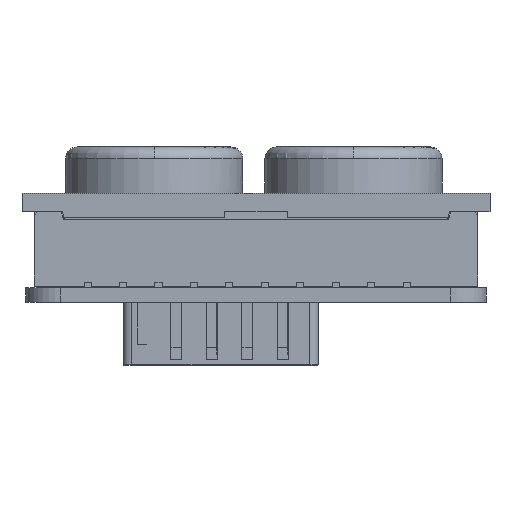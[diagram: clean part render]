
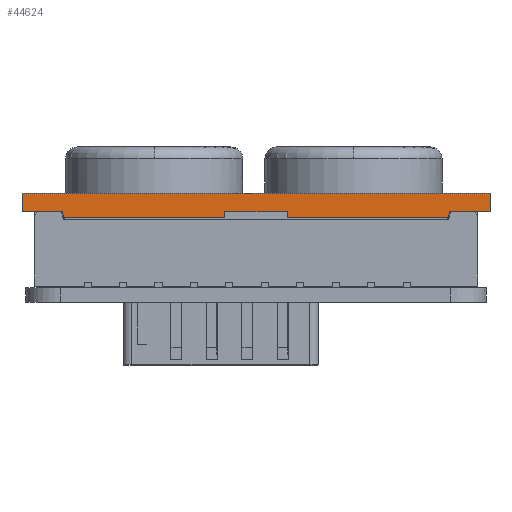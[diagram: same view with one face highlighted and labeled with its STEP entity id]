
A CAD part, left-side view. The second image highlights one B-rep face of the part: STEP entity #44624.
In plain terms, the highlighted face is planar.
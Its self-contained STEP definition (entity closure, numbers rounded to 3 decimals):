
#43871 = VERTEX_POINT('',#43872);
#43872 = CARTESIAN_POINT('',(13.2,-1.8,-3.15));
#43878 = EDGE_CURVE('',#43879,#43871,#43881,.T.);
#43879 = VERTEX_POINT('',#43880);
#43880 = CARTESIAN_POINT('',(13.2,-1.8,-2.11));
#43881 = LINE('',#43882,#43883);
#43882 = CARTESIAN_POINT('',(13.2,-1.8,-2.11));
#43883 = VECTOR('',#43884,1.);
#43884 = DIRECTION('',(0.,0.,-1.));
#43959 = VERTEX_POINT('',#43960);
#43960 = CARTESIAN_POINT('',(-13.2,-1.8,-2.11));
#43966 = EDGE_CURVE('',#43967,#43959,#43969,.T.);
#43967 = VERTEX_POINT('',#43968);
#43968 = CARTESIAN_POINT('',(-13.2,-1.8,-3.15));
#43969 = LINE('',#43970,#43971);
#43970 = CARTESIAN_POINT('',(-13.2,-1.8,-3.15));
#43971 = VECTOR('',#43972,1.);
#43972 = DIRECTION('',(0.,0.,1.));
#44585 = EDGE_CURVE('',#44586,#43879,#44588,.T.);
#44586 = VERTEX_POINT('',#44587);
#44587 = CARTESIAN_POINT('',(10.923,-1.8,-2.11));
#44588 = LINE('',#44589,#44590);
#44589 = CARTESIAN_POINT('',(10.923,-1.8,-2.11));
#44590 = VECTOR('',#44591,1.);
#44591 = DIRECTION('',(1.,0.,0.));
#44624 = ADVANCED_FACE('',(#44625),#44698,.F.);
#44625 = FACE_BOUND('',#44626,.F.);
#44626 = EDGE_LOOP('',(#44627,#44628,#44636,#44644,#44652,#44660,#44668,
    #44676,#44684,#44690,#44691,#44692));
#44627 = ORIENTED_EDGE('',*,*,#43966,.T.);
#44628 = ORIENTED_EDGE('',*,*,#44629,.T.);
#44629 = EDGE_CURVE('',#43959,#44630,#44632,.T.);
#44630 = VERTEX_POINT('',#44631);
#44631 = CARTESIAN_POINT('',(-10.923,-1.8,-2.11));
#44632 = LINE('',#44633,#44634);
#44633 = CARTESIAN_POINT('',(-13.2,-1.8,-2.11));
#44634 = VECTOR('',#44635,1.);
#44635 = DIRECTION('',(1.,0.,0.));
#44636 = ORIENTED_EDGE('',*,*,#44637,.F.);
#44637 = EDGE_CURVE('',#44638,#44630,#44640,.T.);
#44638 = VERTEX_POINT('',#44639);
#44639 = CARTESIAN_POINT('',(-10.827,-1.8,-1.75));
#44640 = LINE('',#44641,#44642);
#44641 = CARTESIAN_POINT('',(-10.827,-1.8,-1.75));
#44642 = VECTOR('',#44643,1.);
#44643 = DIRECTION('',(-0.259,0.,
    -0.966));
#44644 = ORIENTED_EDGE('',*,*,#44645,.F.);
#44645 = EDGE_CURVE('',#44646,#44638,#44648,.T.);
#44646 = VERTEX_POINT('',#44647);
#44647 = CARTESIAN_POINT('',(-1.75,-1.8,-1.75));
#44648 = LINE('',#44649,#44650);
#44649 = CARTESIAN_POINT('',(-1.75,-1.8,-1.75));
#44650 = VECTOR('',#44651,1.);
#44651 = DIRECTION('',(-1.,0.,0.));
#44652 = ORIENTED_EDGE('',*,*,#44653,.F.);
#44653 = EDGE_CURVE('',#44654,#44646,#44656,.T.);
#44654 = VERTEX_POINT('',#44655);
#44655 = CARTESIAN_POINT('',(-1.75,-1.8,-2.11));
#44656 = LINE('',#44657,#44658);
#44657 = CARTESIAN_POINT('',(-1.75,-1.8,-2.11));
#44658 = VECTOR('',#44659,1.);
#44659 = DIRECTION('',(0.,0.,1.));
#44660 = ORIENTED_EDGE('',*,*,#44661,.T.);
#44661 = EDGE_CURVE('',#44654,#44662,#44664,.T.);
#44662 = VERTEX_POINT('',#44663);
#44663 = CARTESIAN_POINT('',(1.75,-1.8,-2.11));
#44664 = LINE('',#44665,#44666);
#44665 = CARTESIAN_POINT('',(-1.75,-1.8,-2.11));
#44666 = VECTOR('',#44667,1.);
#44667 = DIRECTION('',(1.,0.,0.));
#44668 = ORIENTED_EDGE('',*,*,#44669,.F.);
#44669 = EDGE_CURVE('',#44670,#44662,#44672,.T.);
#44670 = VERTEX_POINT('',#44671);
#44671 = CARTESIAN_POINT('',(1.75,-1.8,-1.75));
#44672 = LINE('',#44673,#44674);
#44673 = CARTESIAN_POINT('',(1.75,-1.8,-1.75));
#44674 = VECTOR('',#44675,1.);
#44675 = DIRECTION('',(0.,0.,-1.));
#44676 = ORIENTED_EDGE('',*,*,#44677,.F.);
#44677 = EDGE_CURVE('',#44678,#44670,#44680,.T.);
#44678 = VERTEX_POINT('',#44679);
#44679 = CARTESIAN_POINT('',(10.827,-1.8,-1.75));
#44680 = LINE('',#44681,#44682);
#44681 = CARTESIAN_POINT('',(10.827,-1.8,-1.75));
#44682 = VECTOR('',#44683,1.);
#44683 = DIRECTION('',(-1.,0.,0.));
#44684 = ORIENTED_EDGE('',*,*,#44685,.F.);
#44685 = EDGE_CURVE('',#44586,#44678,#44686,.T.);
#44686 = LINE('',#44687,#44688);
#44687 = CARTESIAN_POINT('',(10.923,-1.8,-2.11));
#44688 = VECTOR('',#44689,1.);
#44689 = DIRECTION('',(-0.259,0.,0.966
    ));
#44690 = ORIENTED_EDGE('',*,*,#44585,.T.);
#44691 = ORIENTED_EDGE('',*,*,#43878,.T.);
#44692 = ORIENTED_EDGE('',*,*,#44693,.F.);
#44693 = EDGE_CURVE('',#43967,#43871,#44694,.T.);
#44694 = LINE('',#44695,#44696);
#44695 = CARTESIAN_POINT('',(-13.2,-1.8,-3.15));
#44696 = VECTOR('',#44697,1.);
#44697 = DIRECTION('',(1.,0.,0.));
#44698 = PLANE('',#44699);
#44699 = AXIS2_PLACEMENT_3D('',#44700,#44701,#44702);
#44700 = CARTESIAN_POINT('',(0.,-1.8,-2.45));
#44701 = DIRECTION('',(0.,1.,0.));
#44702 = DIRECTION('',(-1.,0.,0.));
